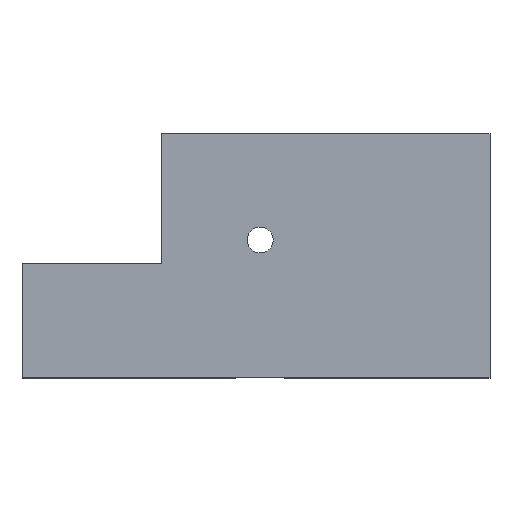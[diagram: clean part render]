
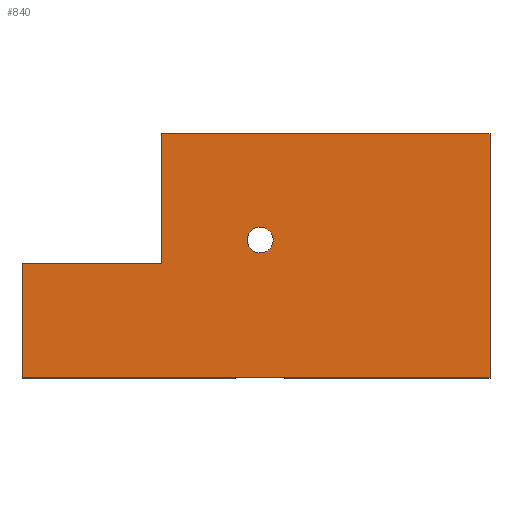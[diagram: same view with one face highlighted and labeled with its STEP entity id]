
A CAD part, top view. The second image highlights one B-rep face of the part: STEP entity #840.
In plain terms, the highlighted planar face has unit normal (0, 0, 1).
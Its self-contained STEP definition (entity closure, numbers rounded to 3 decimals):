
#60=CARTESIAN_POINT('Vertex',(0.,13.3,14.9)) ;
#76=CARTESIAN_POINT('Vertex',(0.,0.,14.9)) ;
#79=CARTESIAN_POINT('Line Origine',(0.,6.65,14.9)) ;
#96=CARTESIAN_POINT('Line Origine',(8.105,13.3,14.9)) ;
#100=CARTESIAN_POINT('Vertex',(16.21,13.3,14.9)) ;
#127=CARTESIAN_POINT('Line Origine',(16.21,20.8,14.9)) ;
#131=CARTESIAN_POINT('Vertex',(16.21,28.3,14.9)) ;
#162=CARTESIAN_POINT('Vertex',(54.31,28.3,14.9)) ;
#172=CARTESIAN_POINT('Line Origine',(35.26,28.3,14.9)) ;
#195=CARTESIAN_POINT('Vertex',(54.31,0.,14.9)) ;
#203=CARTESIAN_POINT('Line Origine',(54.31,14.15,14.9)) ;
#226=CARTESIAN_POINT('Vertex',(26.14,16.,14.9)) ;
#240=CARTESIAN_POINT('Vertex',(29.14,16.,14.9)) ;
#243=CARTESIAN_POINT('Axis2P3D Location',(27.64,16.,14.9)) ;
#260=CARTESIAN_POINT('Axis2P3D Location',(27.64,16.,14.9)) ;
#818=CARTESIAN_POINT('Axis2P3D Location',(16.21,0.,14.9)) ;
#823=CARTESIAN_POINT('Line Origine',(27.155,0.,14.9)) ;
#80=DIRECTION('Vector Direction',(0.,1.,0.)) ;
#97=DIRECTION('Vector Direction',(1.,0.,0.)) ;
#128=DIRECTION('Vector Direction',(0.,1.,0.)) ;
#173=DIRECTION('Vector Direction',(1.,0.,0.)) ;
#204=DIRECTION('Vector Direction',(0.,1.,0.)) ;
#244=DIRECTION('Axis2P3D Direction',(0.,0.,-1.)) ;
#261=DIRECTION('Axis2P3D Direction',(0.,0.,-1.)) ;
#819=DIRECTION('Axis2P3D Direction',(0.,0.,-1.)) ;
#820=DIRECTION('Axis2P3D XDirection',(0.,1.,0.)) ;
#824=DIRECTION('Vector Direction',(1.,0.,0.)) ;
#245=AXIS2_PLACEMENT_3D('Circle Axis2P3D',#243,#244,$) ;
#262=AXIS2_PLACEMENT_3D('Circle Axis2P3D',#260,#261,$) ;
#821=AXIS2_PLACEMENT_3D('Plane Axis2P3D',#818,#819,#820) ;
#829=ORIENTED_EDGE('',*,*,#207,.T.) ;
#830=ORIENTED_EDGE('',*,*,#176,.F.) ;
#831=ORIENTED_EDGE('',*,*,#133,.F.) ;
#832=ORIENTED_EDGE('',*,*,#102,.T.) ;
#833=ORIENTED_EDGE('',*,*,#83,.F.) ;
#834=ORIENTED_EDGE('',*,*,#827,.T.) ;
#837=ORIENTED_EDGE('',*,*,#247,.T.) ;
#838=ORIENTED_EDGE('',*,*,#264,.T.) ;
#839=FACE_BOUND('',#836,.T.) ;
#81=VECTOR('Line Direction',#80,1.) ;
#98=VECTOR('Line Direction',#97,1.) ;
#129=VECTOR('Line Direction',#128,1.) ;
#174=VECTOR('Line Direction',#173,1.) ;
#205=VECTOR('Line Direction',#204,1.) ;
#825=VECTOR('Line Direction',#824,1.) ;
#840=ADVANCED_FACE('HOUSING',(#835,#839),#822,.F.) ;
#246=CIRCLE('generated circle',#245,1.5) ;
#263=CIRCLE('generated circle',#262,1.5) ;
#83=EDGE_CURVE('',#77,#61,#82,.T.) ;
#102=EDGE_CURVE('',#101,#61,#99,.F.) ;
#133=EDGE_CURVE('',#101,#132,#130,.T.) ;
#176=EDGE_CURVE('',#132,#163,#175,.T.) ;
#207=EDGE_CURVE('',#196,#163,#206,.T.) ;
#247=EDGE_CURVE('',#227,#241,#246,.T.) ;
#264=EDGE_CURVE('',#241,#227,#263,.T.) ;
#827=EDGE_CURVE('',#77,#196,#826,.T.) ;
#828=EDGE_LOOP('',(#829,#830,#831,#832,#833,#834)) ;
#836=EDGE_LOOP('',(#837,#838)) ;
#835=FACE_OUTER_BOUND('',#828,.T.) ;
#82=LINE('Line',#79,#81) ;
#99=LINE('Line',#96,#98) ;
#130=LINE('Line',#127,#129) ;
#175=LINE('Line',#172,#174) ;
#206=LINE('Line',#203,#205) ;
#826=LINE('Line',#823,#825) ;
#822=PLANE('',#821) ;
#61=VERTEX_POINT('',#60) ;
#77=VERTEX_POINT('',#76) ;
#101=VERTEX_POINT('',#100) ;
#132=VERTEX_POINT('',#131) ;
#163=VERTEX_POINT('',#162) ;
#196=VERTEX_POINT('',#195) ;
#227=VERTEX_POINT('',#226) ;
#241=VERTEX_POINT('',#240) ;
